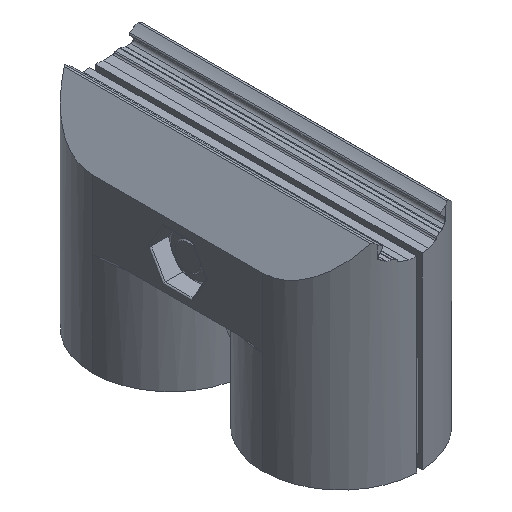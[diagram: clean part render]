
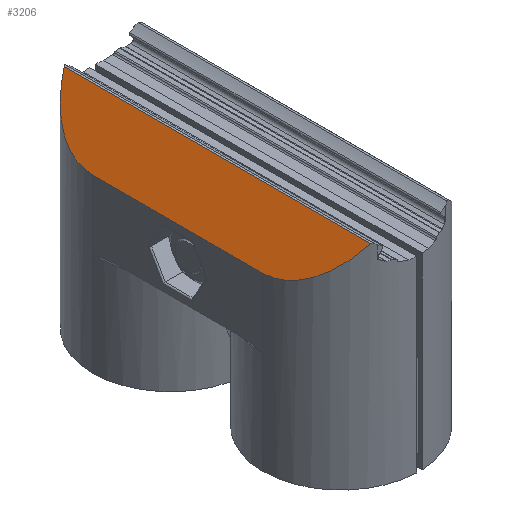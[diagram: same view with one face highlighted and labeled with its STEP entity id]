
A CAD part, isometric view. The second image highlights one B-rep face of the part: STEP entity #3206.
In plain terms, the highlighted planar face has unit normal (-0.707, 0, 0.707).
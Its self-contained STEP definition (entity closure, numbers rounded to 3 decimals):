
#45 = PLANE ( 'NONE',  #361 ) ;
#46 = CARTESIAN_POINT ( 'NONE',  ( -3.149, -39.466, 14.349 ) ) ;
#47 = DIRECTION ( 'NONE',  ( -0.707, 0., 0.707 ) ) ;
#48 = DIRECTION ( 'NONE',  ( 0.707, 0., 0.707 ) ) ;
#141 = CARTESIAN_POINT ( 'NONE',  ( 5.498, 29.33, 22.996 ) ) ;
#143 = CARTESIAN_POINT ( 'NONE',  ( -3.149, 14.523, 14.349 ) ) ;
#358 = FACE_OUTER_BOUND ( 'NONE', #4626, .T. ) ;
#361 = AXIS2_PLACEMENT_3D ( 'NONE', #46, #47, #48 ) ;
#413 = ORIENTED_EDGE ( 'NONE', *, *, #1150, .F. ) ;
#414 = ORIENTED_EDGE ( 'NONE', *, *, #1207, .T. ) ;
#415 = ORIENTED_EDGE ( 'NONE', *, *, #1204, .F. ) ;
#417 = ORIENTED_EDGE ( 'NONE', *, *, #1237, .F. ) ;
#1150 = EDGE_CURVE ( 'NONE', #1767, #1742, #1699, .T. ) ;
#1204 = EDGE_CURVE ( 'NONE', #5350, #5348, #1702, .T. ) ;
#1207 = EDGE_CURVE ( 'NONE', #1767, #5348, #1514, .T. ) ;
#1237 = EDGE_CURVE ( 'NONE', #1742, #5350, #3909, .T. ) ;
#1502 = CARTESIAN_POINT ( 'NONE',  ( -3.149, 14.523, 14.349 ) ) ;
#1503 = CARTESIAN_POINT ( 'NONE',  ( -3.149, 20.811, 14.349 ) ) ;
#1504 = CARTESIAN_POINT ( 'NONE',  ( 0.022, 26.24, 17.52 ) ) ;
#1505 = CARTESIAN_POINT ( 'NONE',  ( 5.498, 29.33, 22.996 ) ) ;
#1514 = LINE ( 'NONE', #1515, #4920 ) ;
#1515 = CARTESIAN_POINT ( 'NONE',  ( 5.498, -39.466, 22.996 ) ) ;
#1516 = DIRECTION ( 'NONE',  ( 0., 1., 0. ) ) ;
#1699 =( BOUNDED_CURVE ( )  B_SPLINE_CURVE ( 3, ( #3182, #3184, #3186, #3188 ),
 .UNSPECIFIED., .F., .F. ) 
 B_SPLINE_CURVE_WITH_KNOTS ( ( 4, 4 ),
 ( 5.226, 6.283 ),
 .UNSPECIFIED. ) 
 CURVE ( )  GEOMETRIC_REPRESENTATION_ITEM ( )  RATIONAL_B_SPLINE_CURVE ( ( 1., 0.909, 0.909, 1. ) ) 
 REPRESENTATION_ITEM ( '' )  );
#1702 =( BOUNDED_CURVE ( )  B_SPLINE_CURVE ( 3, ( #1502, #1503, #1504, #1505 ),
 .UNSPECIFIED., .F., .F. ) 
 B_SPLINE_CURVE_WITH_KNOTS ( ( 4, 4 ),
 ( 0., 1.057 ),
 .UNSPECIFIED. ) 
 CURVE ( )  GEOMETRIC_REPRESENTATION_ITEM ( )  RATIONAL_B_SPLINE_CURVE ( ( 1., 0.909, 0.909, 1. ) ) 
 REPRESENTATION_ITEM ( '' )  );
#1742 = VERTEX_POINT ( 'NONE', #3484 ) ;
#1767 = VERTEX_POINT ( 'NONE', #3503 ) ;
#2685 = VECTOR ( 'NONE', #3913, 1000. ) ;
#3182 = CARTESIAN_POINT ( 'NONE',  ( 5.498, -37.284, 22.996 ) ) ;
#3184 = CARTESIAN_POINT ( 'NONE',  ( 0.022, -34.194, 17.52 ) ) ;
#3186 = CARTESIAN_POINT ( 'NONE',  ( -3.149, -28.765, 14.349 ) ) ;
#3188 = CARTESIAN_POINT ( 'NONE',  ( -3.149, -22.477, 14.349 ) ) ;
#3206 = ADVANCED_FACE ( 'NONE', ( #358 ), #45, .T. ) ;
#3484 = CARTESIAN_POINT ( 'NONE',  ( -3.149, -22.477, 14.349 ) ) ;
#3503 = CARTESIAN_POINT ( 'NONE',  ( 5.498, -37.284, 22.996 ) ) ;
#3909 = LINE ( 'NONE', #3911, #2685 ) ;
#3911 = CARTESIAN_POINT ( 'NONE',  ( -3.149, -39.466, 14.349 ) ) ;
#3913 = DIRECTION ( 'NONE',  ( 0., 1., 0. ) ) ;
#4626 = EDGE_LOOP ( 'NONE', ( #413, #414, #415, #417 ) ) ;
#4920 = VECTOR ( 'NONE', #1516, 1000. ) ;
#5348 = VERTEX_POINT ( 'NONE', #141 ) ;
#5350 = VERTEX_POINT ( 'NONE', #143 ) ;
